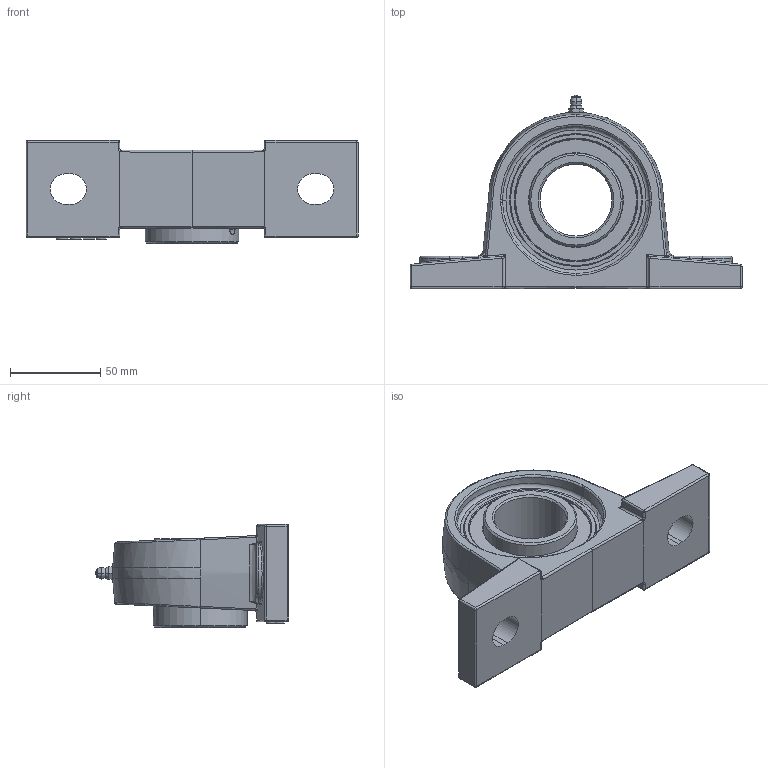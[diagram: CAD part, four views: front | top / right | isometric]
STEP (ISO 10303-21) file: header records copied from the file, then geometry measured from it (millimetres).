
FILE_DESCRIPTION(('HOOPS Exchange Step'),'2;1');
FILE_NAME('export-CE1E9182-4E93-4978-96D0-74D01B663AD0.stp','2024-10-30T13:39:07+01:00',('Engineering'),('Alibre'),'HOOPS Exchange 2024.3','Alibre','Unknown authorisation');
FILE_SCHEMA( ('AP242_MANAGED_MODEL_BASED_3D_ENGINEERING_MIM_LF {1 0 10303 442 1 1 4 }') );
Length unit declared in the file: millimetre
Products named in the file (7): 3490-5 Flanged BallBearings VerticalMounted 40mm (UCP208); 3490-6 Flanged BallBearings VerticalMounted 40mm (UCP208); 3490-3 Flanged BallBearings VerticalMounted 40mm (UCP208); 3490-7 Flanged BallBearings VerticalMounted 40mm (UCP208); 3490-4 Flanged BallBearings VerticalMounted 40mm (UCP208); 3490-2 Flanged BallBearings VerticalMounted 40mm (UCP208); 3490-1 Flanged BallBearings VerticalMounted 40mm (UCP208) STEP214
Assembly tree (6 placements, depth 3):
  3490-1 Flanged BallBearings VerticalMounted 40mm (UCP208) STEP214
    3490-3 Flanged BallBearings VerticalMounted 40mm (UCP208)
      3490-5 Flanged BallBearings VerticalMounted 40mm (UCP208)
      3490-6 Flanged BallBearings VerticalMounted 40mm (UCP208)
    3490-2 Flanged BallBearings VerticalMounted 40mm (UCP208)
      3490-7 Flanged BallBearings VerticalMounted 40mm (UCP208)
      3490-4 Flanged BallBearings VerticalMounted 40mm (UCP208)
Bounding box: 184 x 107.36 x 57.2 mm (x, y, z)
Volume: 309700.2 mm3; surface area: 63389.5 mm2
Topology: 4 solids, 4 shells, 387 faces, 925 edges, 533 vertices
Faces by surface type: bspline 138, cylinder 94, plane 80, cone 38, sphere 24, torus 13
Entity records: 18741 total; most frequent: CARTESIAN_POINT 10782, ORIENTED_EDGE 1794, DIRECTION 1305, EDGE_CURVE 897, VERTEX_POINT 533, AXIS2_PLACEMENT_3D 497, EDGE_LOOP 414, FACE_BOUND 414
